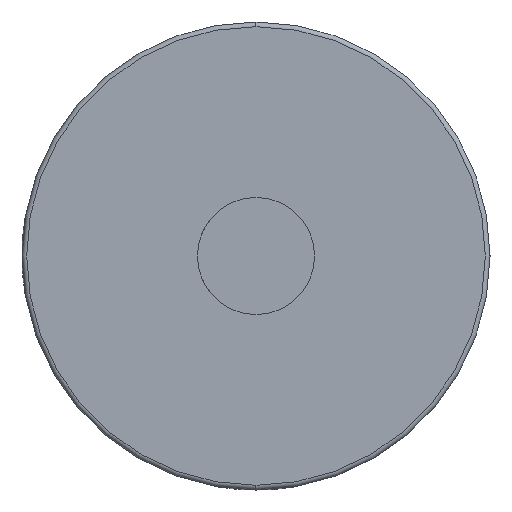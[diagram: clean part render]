
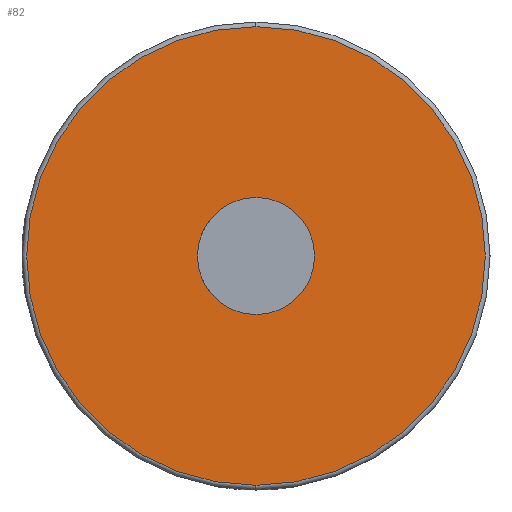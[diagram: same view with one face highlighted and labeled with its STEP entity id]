
A CAD part, left-side view. The second image highlights one B-rep face of the part: STEP entity #82.
In plain terms, the highlighted planar face has unit normal (-1, 0, 0).
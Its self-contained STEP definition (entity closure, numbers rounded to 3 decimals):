
#40 = CARTESIAN_POINT ( 'NONE',  ( 0., 0., 0. ) ) ;
#68 = CIRCLE ( 'NONE', #944, 2. ) ;
#82 = ADVANCED_FACE ( 'NONE', ( #1765, #427 ), #413, .F. ) ;
#134 = EDGE_CURVE ( 'NONE', #876, #718, #1590, .T. ) ;
#155 = EDGE_CURVE ( 'NONE', #2151, #167, #68, .T. ) ;
#167 = VERTEX_POINT ( 'NONE', #986 ) ;
#179 = ORIENTED_EDGE ( 'NONE', *, *, #134, .T. ) ;
#212 = DIRECTION ( 'NONE',  ( 0., 0., -1. ) ) ;
#264 = AXIS2_PLACEMENT_3D ( 'NONE', #2415, #1861, #2070 ) ;
#265 = AXIS2_PLACEMENT_3D ( 'NONE', #1789, #2107, #1162 ) ;
#413 = PLANE ( 'NONE',  #265 ) ;
#427 = FACE_BOUND ( 'NONE', #1576, .T. ) ;
#626 = CIRCLE ( 'NONE', #264, 2. ) ;
#718 = VERTEX_POINT ( 'NONE', #1767 ) ;
#876 = VERTEX_POINT ( 'NONE', #1733 ) ;
#944 = AXIS2_PLACEMENT_3D ( 'NONE', #1936, #1189, #1213 ) ;
#986 = CARTESIAN_POINT ( 'NONE',  ( 0., 0., 2. ) ) ;
#1162 = DIRECTION ( 'NONE',  ( 0., 0., -1. ) ) ;
#1189 = DIRECTION ( 'NONE',  ( -1., 0., 0. ) ) ;
#1213 = DIRECTION ( 'NONE',  ( 0., 0., 1. ) ) ;
#1219 = AXIS2_PLACEMENT_3D ( 'NONE', #1527, #1751, #1536 ) ;
#1419 = ORIENTED_EDGE ( 'NONE', *, *, #1520, .T. ) ;
#1520 = EDGE_CURVE ( 'NONE', #718, #876, #2291, .T. ) ;
#1527 = CARTESIAN_POINT ( 'NONE',  ( 0., 0., 0. ) ) ;
#1536 = DIRECTION ( 'NONE',  ( 0., 0., -1. ) ) ;
#1576 = EDGE_LOOP ( 'NONE', ( #1650, #1894 ) ) ;
#1590 = CIRCLE ( 'NONE', #1985, 7.84 ) ;
#1650 = ORIENTED_EDGE ( 'NONE', *, *, #2105, .F. ) ;
#1733 = CARTESIAN_POINT ( 'NONE',  ( 0., 0., 7.84 ) ) ;
#1751 = DIRECTION ( 'NONE',  ( -1., 0., 0. ) ) ;
#1765 = FACE_OUTER_BOUND ( 'NONE', #1835, .T. ) ;
#1767 = CARTESIAN_POINT ( 'NONE',  ( 0., 0., -7.84 ) ) ;
#1789 = CARTESIAN_POINT ( 'NONE',  ( 0., 0., 0. ) ) ;
#1835 = EDGE_LOOP ( 'NONE', ( #1419, #179 ) ) ;
#1861 = DIRECTION ( 'NONE',  ( -1., 0., 0. ) ) ;
#1894 = ORIENTED_EDGE ( 'NONE', *, *, #155, .F. ) ;
#1936 = CARTESIAN_POINT ( 'NONE',  ( 0., 0., 0. ) ) ;
#1985 = AXIS2_PLACEMENT_3D ( 'NONE', #40, #2306, #212 ) ;
#2070 = DIRECTION ( 'NONE',  ( 0., 0., 1. ) ) ;
#2105 = EDGE_CURVE ( 'NONE', #167, #2151, #626, .T. ) ;
#2107 = DIRECTION ( 'NONE',  ( 1., 0., 0. ) ) ;
#2151 = VERTEX_POINT ( 'NONE', #2240 ) ;
#2240 = CARTESIAN_POINT ( 'NONE',  ( 0., 0., -2. ) ) ;
#2291 = CIRCLE ( 'NONE', #1219, 7.84 ) ;
#2306 = DIRECTION ( 'NONE',  ( -1., 0., 0. ) ) ;
#2415 = CARTESIAN_POINT ( 'NONE',  ( 0., 0., 0. ) ) ;
